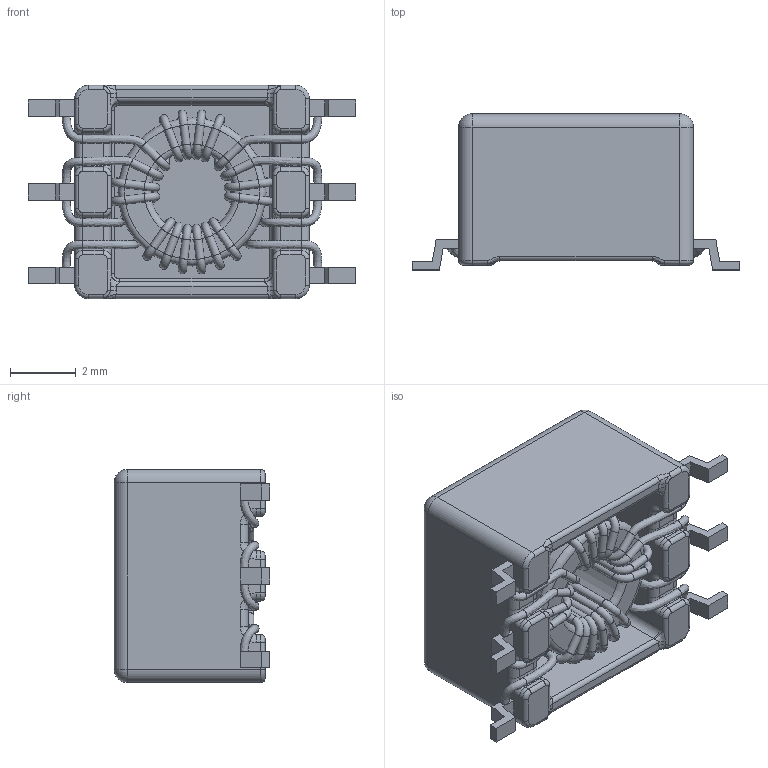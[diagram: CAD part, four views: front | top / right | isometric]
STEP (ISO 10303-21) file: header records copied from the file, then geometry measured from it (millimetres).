
FILE_DESCRIPTION(/* description */ ('Unknown'),/* implementation_level */ '2;1');
FILE_NAME(/* name */ '78931610xxx',/* time_stamp */ '2023-03-08T09:28:41+01:00',/* author */ ('Unknown'),/* organization */ ('Unknown'),/* preprocessor_version */ 'ST-DEVELOPER v16.7',/* originating_system */ 'Solid Edge',/* authorisation */ 'Unknown');
FILE_SCHEMA (('AUTOMOTIVE_DESIGN {1 0 10303 214 3 1 1}'));
Length unit declared in the file: millimetre
Products named in the file (3): 78931610xxx; bobbin; coil
Assembly tree (2 placements, depth 2):
  78931610xxx
    bobbin
    coil
Bounding box: 9.96 x 4.74 x 6.48 mm (x, y, z)
Volume: 149.2 mm3; surface area: 487.9 mm2
Topology: 7 solids, 8 shells, 588 faces, 1375 edges, 833 vertices
Faces by surface type: plane 231, cylinder 154, bspline 107, torus 92, sphere 4
Full cylindrical faces by diameter (mm): 0.25 x71, 0.8 x1, 2.5 x1, 4.5 x1
Entity records: 27031 total; most frequent: CARTESIAN_POINT 12196, ORIENTED_EDGE 2372, DIRECTION 2217, EDGE_CURVE 1186, AXIS2_PLACEMENT_3D 882, VERTEX_POINT 811, EDGE_LOOP 793, FACE_BOUND 793
